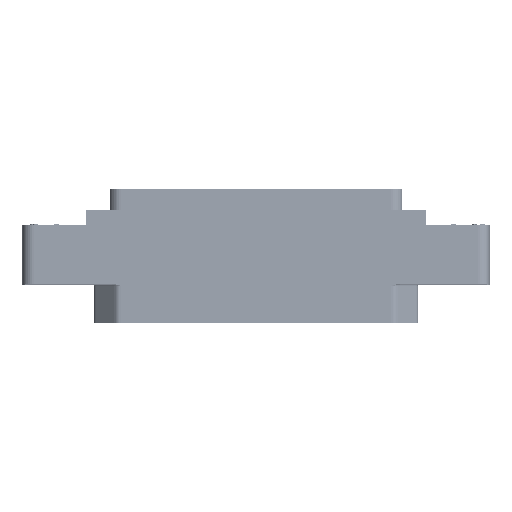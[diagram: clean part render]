
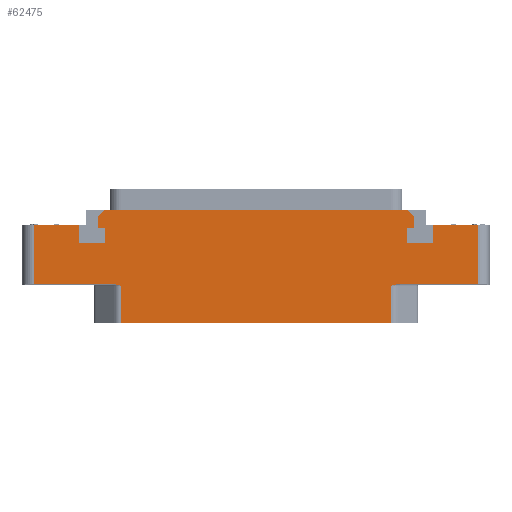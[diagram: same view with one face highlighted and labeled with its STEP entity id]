
A CAD part, top view. The second image highlights one B-rep face of the part: STEP entity #62475.
In plain terms, the highlighted planar face has unit normal (0, 0, 1).
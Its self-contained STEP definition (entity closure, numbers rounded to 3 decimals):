
#1=DIRECTION('',(1.,0.,0.));
#2=VECTOR('',#1,7.8);
#3=CARTESIAN_POINT('',(-38.,10.25,7.));
#4=LINE('',#3,#2);
#5=DIRECTION('',(0.,-1.,0.));
#6=VECTOR('',#5,3.2);
#7=CARTESIAN_POINT('',(-30.2,10.25,7.));
#8=LINE('',#7,#6);
#9=DIRECTION('',(1.,0.,0.));
#10=VECTOR('',#9,4.4);
#11=CARTESIAN_POINT('',(-30.2,7.05,7.));
#12=LINE('',#11,#10);
#13=DIRECTION('',(0.,1.,0.));
#14=VECTOR('',#13,2.6);
#15=CARTESIAN_POINT('',(-25.8,7.05,7.));
#16=LINE('',#15,#14);
#17=DIRECTION('',(-1.,0.,0.));
#18=VECTOR('',#17,1.2);
#19=CARTESIAN_POINT('',(-25.8,9.65,7.));
#20=LINE('',#19,#18);
#21=DIRECTION('',(0.,-1.,0.));
#22=VECTOR('',#21,1.9);
#23=CARTESIAN_POINT('',(-27.,11.55,7.));
#24=LINE('',#23,#22);
#25=DIRECTION('',(1.,0.,0.));
#26=VECTOR('',#25,51.6);
#27=CARTESIAN_POINT('',(-25.8,12.75,7.));
#28=LINE('',#27,#26);
#29=DIRECTION('',(0.,-1.,0.));
#30=VECTOR('',#29,1.9);
#31=CARTESIAN_POINT('',(27.,11.55,7.));
#32=LINE('',#31,#30);
#33=DIRECTION('',(-1.,0.,0.));
#34=VECTOR('',#33,1.2);
#35=CARTESIAN_POINT('',(27.,9.65,7.));
#36=LINE('',#35,#34);
#37=DIRECTION('',(0.,-1.,0.));
#38=VECTOR('',#37,2.6);
#39=CARTESIAN_POINT('',(25.8,9.65,7.));
#40=LINE('',#39,#38);
#41=DIRECTION('',(1.,0.,0.));
#42=VECTOR('',#41,4.4);
#43=CARTESIAN_POINT('',(25.8,7.05,7.));
#44=LINE('',#43,#42);
#45=DIRECTION('',(0.,1.,0.));
#46=VECTOR('',#45,3.2);
#47=CARTESIAN_POINT('',(30.2,7.05,7.));
#48=LINE('',#47,#46);
#49=DIRECTION('',(1.,0.,0.));
#50=VECTOR('',#49,7.8);
#51=CARTESIAN_POINT('',(30.2,10.25,7.));
#52=LINE('',#51,#50);
#53=DIRECTION('',(1.,0.,0.));
#54=VECTOR('',#53,14.082);
#55=CARTESIAN_POINT('',(23.918,0.,7.));
#56=LINE('',#55,#54);
#87=CARTESIAN_POINT('',(23.118,-0.2,7.));
#88=CARTESIAN_POINT('',(23.193,-0.173,7.));
#89=CARTESIAN_POINT('',(23.337,-0.12,7.));
#90=CARTESIAN_POINT('',(23.543,-0.055,7.));
#91=CARTESIAN_POINT('',(23.738,-0.011,7.));
#92=CARTESIAN_POINT('',(23.859,0.,7.));
#93=CARTESIAN_POINT('',(23.918,0.,7.));
#109=DIRECTION('',(0.,1.,0.));
#110=VECTOR('',#109,6.3);
#111=CARTESIAN_POINT('',(23.118,-6.5,7.));
#112=LINE('',#111,#110);
#1012=DIRECTION('',(0.,1.,0.));
#1013=VECTOR('',#1012,10.25);
#1014=CARTESIAN_POINT('',(38.,0.,7.));
#1015=LINE('',#1014,#1013);
#1058=DIRECTION('',(0.707,-0.707,0.));
#1059=VECTOR('',#1058,1.697);
#1060=CARTESIAN_POINT('',(25.8,12.75,7.));
#1061=LINE('',#1060,#1059);
#1224=DIRECTION('',(-0.707,-0.707,0.));
#1225=VECTOR('',#1224,1.697);
#1226=CARTESIAN_POINT('',(-25.8,12.75,7.));
#1227=LINE('',#1226,#1225);
#1784=DIRECTION('',(0.,-1.,0.));
#1785=VECTOR('',#1784,10.25);
#1786=CARTESIAN_POINT('',(-38.,10.25,7.));
#1787=LINE('',#1786,#1785);
#1819=DIRECTION('',(1.,0.,0.));
#1820=VECTOR('',#1819,14.082);
#1821=CARTESIAN_POINT('',(-38.,0.,7.));
#1822=LINE('',#1821,#1820);
#1923=CARTESIAN_POINT('',(-23.918,0.,7.));
#1924=CARTESIAN_POINT('',(-23.859,0.,7.));
#1925=CARTESIAN_POINT('',(-23.738,-0.011,7.));
#1926=CARTESIAN_POINT('',(-23.543,-0.055,7.));
#1927=CARTESIAN_POINT('',(-23.337,-0.12,7.));
#1928=CARTESIAN_POINT('',(-23.193,-0.173,7.));
#1929=CARTESIAN_POINT('',(-23.118,-0.2,7.));
#1931=DIRECTION('',(0.,1.,0.));
#1932=VECTOR('',#1931,6.3);
#1933=CARTESIAN_POINT('',(-23.118,-6.5,7.));
#1934=LINE('',#1933,#1932);
#1956=DIRECTION('',(-1.,0.,0.));
#1957=VECTOR('',#1956,46.236);
#1958=CARTESIAN_POINT('',(23.118,-6.5,7.));
#1959=LINE('',#1958,#1957);
#49449=CARTESIAN_POINT('',(-30.2,10.25,7.));
#49450=CARTESIAN_POINT('',(-30.2,7.05,7.));
#49451=VERTEX_POINT('',#49449);
#49452=VERTEX_POINT('',#49450);
#49453=CARTESIAN_POINT('',(-25.8,7.05,7.));
#49454=VERTEX_POINT('',#49453);
#49455=CARTESIAN_POINT('',(-25.8,9.65,7.));
#49456=VERTEX_POINT('',#49455);
#49457=CARTESIAN_POINT('',(-27.,9.65,7.));
#49458=VERTEX_POINT('',#49457);
#49459=CARTESIAN_POINT('',(27.,9.65,7.));
#49460=CARTESIAN_POINT('',(25.8,9.65,7.));
#49461=VERTEX_POINT('',#49459);
#49462=VERTEX_POINT('',#49460);
#49463=CARTESIAN_POINT('',(25.8,7.05,7.));
#49464=VERTEX_POINT('',#49463);
#49465=CARTESIAN_POINT('',(30.2,7.05,7.));
#49466=VERTEX_POINT('',#49465);
#49467=CARTESIAN_POINT('',(30.2,10.25,7.));
#49468=VERTEX_POINT('',#49467);
#49473=CARTESIAN_POINT('',(-25.8,12.75,7.));
#49475=VERTEX_POINT('',#49473);
#49477=CARTESIAN_POINT('',(-27.,11.55,7.));
#49479=VERTEX_POINT('',#49477);
#49481=CARTESIAN_POINT('',(25.8,12.75,7.));
#49483=VERTEX_POINT('',#49481);
#49485=CARTESIAN_POINT('',(27.,11.55,7.));
#49487=VERTEX_POINT('',#49485);
#49577=CARTESIAN_POINT('',(38.,0.,7.));
#49578=CARTESIAN_POINT('',(38.,10.25,7.));
#49579=VERTEX_POINT('',#49577);
#49580=VERTEX_POINT('',#49578);
#49585=CARTESIAN_POINT('',(-38.,10.25,7.));
#49586=CARTESIAN_POINT('',(-38.,0.,7.));
#49587=VERTEX_POINT('',#49585);
#49588=VERTEX_POINT('',#49586);
#49794=CARTESIAN_POINT('',(23.118,-6.5,7.));
#49796=VERTEX_POINT('',#49794);
#49797=CARTESIAN_POINT('',(-23.118,-6.5,7.));
#49799=VERTEX_POINT('',#49797);
#49861=CARTESIAN_POINT('',(-23.118,-0.2,7.));
#49862=VERTEX_POINT('',#49861);
#49863=CARTESIAN_POINT('',(-23.918,0.,7.));
#49864=VERTEX_POINT('',#49863);
#49865=CARTESIAN_POINT('',(23.118,-0.2,7.));
#49867=VERTEX_POINT('',#49865);
#49869=CARTESIAN_POINT('',(23.918,0.,7.));
#49871=VERTEX_POINT('',#49869);
#62420=CARTESIAN_POINT('',(0.,0.,7.));
#62421=DIRECTION('',(0.,0.,-1.));
#62422=DIRECTION('',(-1.,0.,0.));
#62423=AXIS2_PLACEMENT_3D('',#62420,#62421,#62422);
#62424=PLANE('',#62423);
#62426=ORIENTED_EDGE('',*,*,#62425,.F.);
#62428=ORIENTED_EDGE('',*,*,#62427,.F.);
#62430=ORIENTED_EDGE('',*,*,#62429,.F.);
#62432=ORIENTED_EDGE('',*,*,#62431,.T.);
#62434=ORIENTED_EDGE('',*,*,#62433,.T.);
#62436=ORIENTED_EDGE('',*,*,#62435,.F.);
#62438=ORIENTED_EDGE('',*,*,#62437,.F.);
#62440=ORIENTED_EDGE('',*,*,#62439,.F.);
#62442=ORIENTED_EDGE('',*,*,#62441,.T.);
#62444=ORIENTED_EDGE('',*,*,#62443,.T.);
#62446=ORIENTED_EDGE('',*,*,#62445,.T.);
#62448=ORIENTED_EDGE('',*,*,#62447,.T.);
#62450=ORIENTED_EDGE('',*,*,#62449,.T.);
#62452=ORIENTED_EDGE('',*,*,#62451,.F.);
#62454=ORIENTED_EDGE('',*,*,#62453,.F.);
#62456=ORIENTED_EDGE('',*,*,#62455,.T.);
#62458=ORIENTED_EDGE('',*,*,#62457,.T.);
#62460=ORIENTED_EDGE('',*,*,#62459,.T.);
#62462=ORIENTED_EDGE('',*,*,#62461,.T.);
#62464=ORIENTED_EDGE('',*,*,#62463,.T.);
#62466=ORIENTED_EDGE('',*,*,#62465,.T.);
#62468=ORIENTED_EDGE('',*,*,#62467,.T.);
#62470=ORIENTED_EDGE('',*,*,#62469,.T.);
#62472=ORIENTED_EDGE('',*,*,#62471,.F.);
#62473=EDGE_LOOP('',(#62426,#62428,#62430,#62432,#62434,#62436,#62438,#62440,
#62442,#62444,#62446,#62448,#62450,#62452,#62454,#62456,#62458,#62460,#62462,
#62464,#62466,#62468,#62470,#62472));
#62474=FACE_OUTER_BOUND('',#62473,.F.);
#62475=ADVANCED_FACE('',(#62474),#62424,.F.);
#94=B_SPLINE_CURVE_WITH_KNOTS('',3,(#87,#88,#89,#90,#91,#92,#93),.UNSPECIFIED.,
.F.,.F.,(4,1,1,1,4),(0.,0.25,0.5,0.75,1.),.UNSPECIFIED.);
#1930=B_SPLINE_CURVE_WITH_KNOTS('',3,(#1923,#1924,#1925,#1926,#1927,#1928,
#1929),.UNSPECIFIED.,.F.,.F.,(4,1,1,1,4),(0.,0.25,0.5,0.75,1.),
.UNSPECIFIED.);
#62425=EDGE_CURVE('',#49871,#49579,#56,.T.);
#62427=EDGE_CURVE('',#49867,#49871,#94,.T.);
#62429=EDGE_CURVE('',#49796,#49867,#112,.T.);
#62431=EDGE_CURVE('',#49796,#49799,#1959,.T.);
#62433=EDGE_CURVE('',#49799,#49862,#1934,.T.);
#62435=EDGE_CURVE('',#49864,#49862,#1930,.T.);
#62437=EDGE_CURVE('',#49588,#49864,#1822,.T.);
#62439=EDGE_CURVE('',#49587,#49588,#1787,.T.);
#62441=EDGE_CURVE('',#49587,#49451,#4,.T.);
#62443=EDGE_CURVE('',#49451,#49452,#8,.T.);
#62445=EDGE_CURVE('',#49452,#49454,#12,.T.);
#62447=EDGE_CURVE('',#49454,#49456,#16,.T.);
#62449=EDGE_CURVE('',#49456,#49458,#20,.T.);
#62451=EDGE_CURVE('',#49479,#49458,#24,.T.);
#62453=EDGE_CURVE('',#49475,#49479,#1227,.T.);
#62455=EDGE_CURVE('',#49475,#49483,#28,.T.);
#62457=EDGE_CURVE('',#49483,#49487,#1061,.T.);
#62459=EDGE_CURVE('',#49487,#49461,#32,.T.);
#62461=EDGE_CURVE('',#49461,#49462,#36,.T.);
#62463=EDGE_CURVE('',#49462,#49464,#40,.T.);
#62465=EDGE_CURVE('',#49464,#49466,#44,.T.);
#62467=EDGE_CURVE('',#49466,#49468,#48,.T.);
#62469=EDGE_CURVE('',#49468,#49580,#52,.T.);
#62471=EDGE_CURVE('',#49579,#49580,#1015,.T.);
